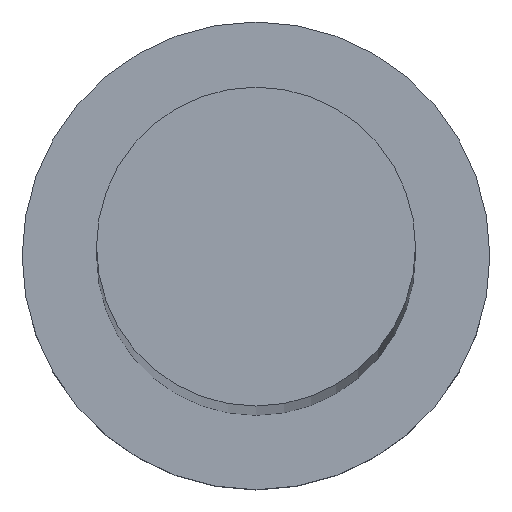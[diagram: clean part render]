
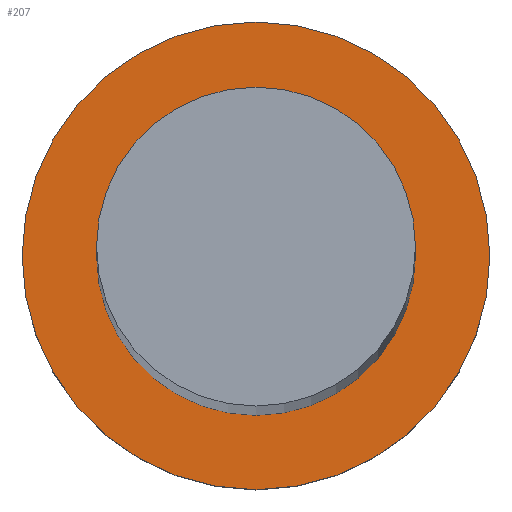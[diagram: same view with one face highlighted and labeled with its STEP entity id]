
A CAD part, top view. The second image highlights one B-rep face of the part: STEP entity #207.
In plain terms, the highlighted planar face has unit normal (0, 0, 1).
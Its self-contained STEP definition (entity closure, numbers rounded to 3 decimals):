
#5 = DIRECTION ( 'NONE',  ( 1., 0., 0. ) ) ;
#10 = PLANE ( 'NONE',  #249 ) ;
#20 = DIRECTION ( 'NONE',  ( 0., 0., 1. ) ) ;
#33 = CARTESIAN_POINT ( 'NONE',  ( 7.5, 0., 7. ) ) ;
#35 = AXIS2_PLACEMENT_3D ( 'NONE', #214, #20, #183 ) ;
#36 = ORIENTED_EDGE ( 'NONE', *, *, #55, .F. ) ;
#51 = CARTESIAN_POINT ( 'NONE',  ( 11., 0., 7. ) ) ;
#55 = EDGE_CURVE ( 'NONE', #159, #241, #205, .T. ) ;
#56 = DIRECTION ( 'NONE',  ( 1., 0., 0. ) ) ;
#61 = EDGE_CURVE ( 'NONE', #241, #159, #188, .T. ) ;
#67 = VERTEX_POINT ( 'NONE', #246 ) ;
#72 = DIRECTION ( 'NONE',  ( 0., 0., 1. ) ) ;
#104 = VERTEX_POINT ( 'NONE', #51 ) ;
#106 = DIRECTION ( 'NONE',  ( 0., 0., 1. ) ) ;
#112 = ORIENTED_EDGE ( 'NONE', *, *, #175, .T. ) ;
#120 = EDGE_LOOP ( 'NONE', ( #112, #151 ) ) ;
#122 = CIRCLE ( 'NONE', #140, 11. ) ;
#124 = CARTESIAN_POINT ( 'NONE',  ( 0., 0., 7. ) ) ;
#130 = EDGE_LOOP ( 'NONE', ( #36, #210 ) ) ;
#135 = FACE_OUTER_BOUND ( 'NONE', #120, .T. ) ;
#138 = DIRECTION ( 'NONE',  ( 0., 0., 1. ) ) ;
#140 = AXIS2_PLACEMENT_3D ( 'NONE', #172, #138, #56 ) ;
#145 = FACE_BOUND ( 'NONE', #130, .T. ) ;
#151 = ORIENTED_EDGE ( 'NONE', *, *, #179, .T. ) ;
#157 = CARTESIAN_POINT ( 'NONE',  ( 0., 0., 7. ) ) ;
#159 = VERTEX_POINT ( 'NONE', #163 ) ;
#160 = AXIS2_PLACEMENT_3D ( 'NONE', #124, #106, #5 ) ;
#163 = CARTESIAN_POINT ( 'NONE',  ( -7.5, 0., 7. ) ) ;
#172 = CARTESIAN_POINT ( 'NONE',  ( 0., 0., 7. ) ) ;
#175 = EDGE_CURVE ( 'NONE', #67, #104, #122, .T. ) ;
#178 = AXIS2_PLACEMENT_3D ( 'NONE', #157, #220, #250 ) ;
#179 = EDGE_CURVE ( 'NONE', #104, #67, #235, .T. ) ;
#183 = DIRECTION ( 'NONE',  ( 1., 0., 0. ) ) ;
#188 = CIRCLE ( 'NONE', #178, 7.5 ) ;
#205 = CIRCLE ( 'NONE', #160, 7.5 ) ;
#207 = ADVANCED_FACE ( 'NONE', ( #145, #135 ), #10, .T. ) ;
#209 = DIRECTION ( 'NONE',  ( 1., 0., 0. ) ) ;
#210 = ORIENTED_EDGE ( 'NONE', *, *, #61, .F. ) ;
#214 = CARTESIAN_POINT ( 'NONE',  ( 0., 0., 7. ) ) ;
#220 = DIRECTION ( 'NONE',  ( 0., 0., 1. ) ) ;
#235 = CIRCLE ( 'NONE', #35, 11. ) ;
#241 = VERTEX_POINT ( 'NONE', #33 ) ;
#243 = CARTESIAN_POINT ( 'NONE',  ( 0., 0., 7. ) ) ;
#246 = CARTESIAN_POINT ( 'NONE',  ( -11., 0., 7. ) ) ;
#249 = AXIS2_PLACEMENT_3D ( 'NONE', #243, #72, #209 ) ;
#250 = DIRECTION ( 'NONE',  ( 1., 0., 0. ) ) ;
